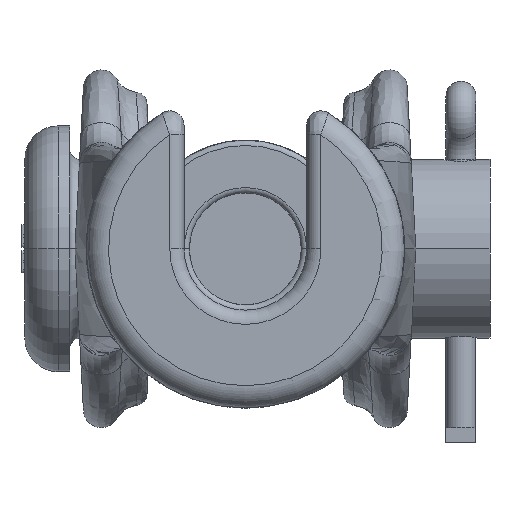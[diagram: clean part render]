
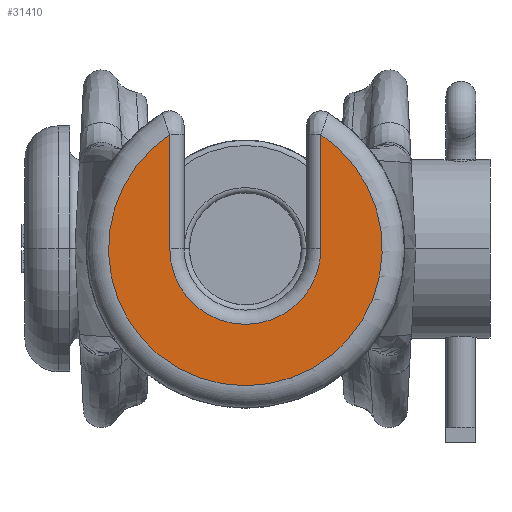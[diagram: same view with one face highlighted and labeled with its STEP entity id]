
A CAD part, front view. The second image highlights one B-rep face of the part: STEP entity #31410.
In plain terms, the highlighted planar face has unit normal (0, -1, 0).
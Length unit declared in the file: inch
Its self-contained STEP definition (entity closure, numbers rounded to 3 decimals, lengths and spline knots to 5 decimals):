
#9300=DIRECTION('',(0.,0.,1.));
#9301=VECTOR('',#9300,1.27549);
#9302=CARTESIAN_POINT('',(-0.845,-10.88,0.));
#9303=LINE('',#9302,#9301);
#9307=CARTESIAN_POINT('',(0.,-10.88,0.));
#9308=DIRECTION('',(0.,1.,0.));
#9309=DIRECTION('',(1.,0.,0.));
#9310=AXIS2_PLACEMENT_3D('',#9307,#9308,#9309);
#9315=DIRECTION('',(0.,0.,-1.));
#9316=VECTOR('',#9315,1.27549);
#9317=CARTESIAN_POINT('',(0.845,-10.88,
1.27549));
#9318=LINE('',#9317,#9316);
#9338=CARTESIAN_POINT('',(-0.845,-10.88,
1.27549));
#9351=CARTESIAN_POINT('',(0.,-10.88,0.));
#9352=DIRECTION('',(0.,-1.,0.));
#9353=DIRECTION('',(-0.552,0.,0.834));
#9354=AXIS2_PLACEMENT_3D('',#9351,#9352,#9353);
#21136=VERTEX_POINT('',#9338);
#21138=CARTESIAN_POINT('',(-0.845,-10.88,0.));
#21139=VERTEX_POINT('',#21138);
#21142=CARTESIAN_POINT('',(0.845,-10.88,0.));
#21143=VERTEX_POINT('',#21142);
#21146=CARTESIAN_POINT('',(0.845,-10.88,
1.27549));
#21147=VERTEX_POINT('',#21146);
#31396=CARTESIAN_POINT('',(0.,-10.88,0.));
#31397=DIRECTION('',(0.,1.,0.));
#31398=DIRECTION('',(-1.,0.,0.));
#31399=AXIS2_PLACEMENT_3D('',#31396,#31397,#31398);
#31400=PLANE('',#31399);
#31402=ORIENTED_EDGE('',*,*,#31401,.F.);
#31403=ORIENTED_EDGE('',*,*,#31386,.F.);
#31405=ORIENTED_EDGE('',*,*,#31404,.F.);
#31407=ORIENTED_EDGE('',*,*,#31406,.F.);
#31408=EDGE_LOOP('',(#31402,#31403,#31405,#31407));
#31409=FACE_OUTER_BOUND('',#31408,.F.);
#9311=CIRCLE('',#9310,0.845);
#9355=CIRCLE('',#9354,1.53);
#31386=EDGE_CURVE('',#21143,#21139,#9311,.T.);
#31401=EDGE_CURVE('',#21139,#21136,#9303,.T.);
#31404=EDGE_CURVE('',#21147,#21143,#9318,.T.);
#31406=EDGE_CURVE('',#21136,#21147,#9355,.T.);
#31410=ADVANCED_FACE('',(#31409),#31400,.F.);
